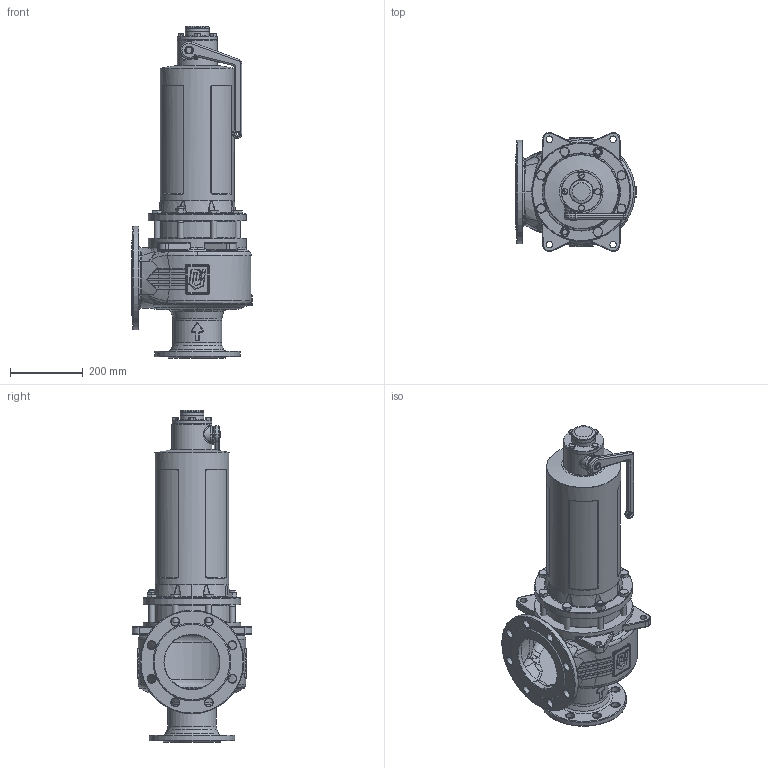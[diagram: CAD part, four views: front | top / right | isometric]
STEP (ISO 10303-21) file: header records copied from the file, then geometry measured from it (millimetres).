
FILE_DESCRIPTION(('HOOPS Exchange Step'),'2;1');
FILE_NAME('SF0612_DN100_100-150.stp','2025-06-27T13:35:30+02:00',('nieru'),('Unknown organisation'),'HOOPS Exchange 2024.2','HOOPS Exchange','Unknown authorisation');
FILE_SCHEMA( ('AP203_CONFIGURATION_CONTROLLED_3D_DESIGN_OF_MECHANICAL_PARTS_AND_ASSEMBLIES_MIM_LF') );
Length unit declared in the file: millimetre
Products named in the file (2): 0; root
Assembly tree (1 placements, depth 2):
  root
    0
Bounding box: 331 x 327.98 x 913 mm (x, y, z)
Volume: 22168983 mm3; surface area: 1443276.4 mm2
Topology: 25 solids, 25 shells, 1602 faces, 3947 edges, 2395 vertices
Faces by surface type: bspline 553, cylinder 386, plane 338, torus 200, cone 124, sphere 1
Full cylindrical faces by diameter (mm): 2 x1, 3 x1, 4.9 x1, 8 x1, 12 x1, 13.835 x2, 14.63 x4, 16 x10, 18 x4, 18.1 x1, 23 x16, 27.5 x1, 28 x1, 62.8 x1, 65 x3, 98 x1, 98.082 x1, 110 x2, 125.778 x1, 134 x1, 190 x1, 204 x1, 215 x1, 218 x1, 235 x1, 269 x2, 285 x1
Entity records: 131164 total; most frequent: CARTESIAN_POINT 96862, ORIENTED_EDGE 7762, DIRECTION 5849, EDGE_CURVE 3881, AXIS2_PLACEMENT_3D 2407, VERTEX_POINT 2396, EDGE_LOOP 1729, FACE_BOUND 1729
